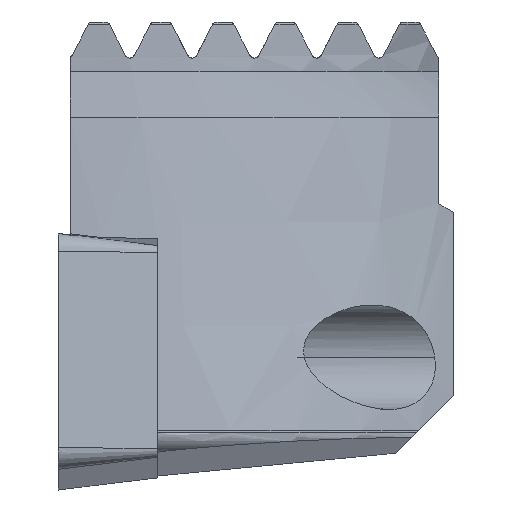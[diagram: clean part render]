
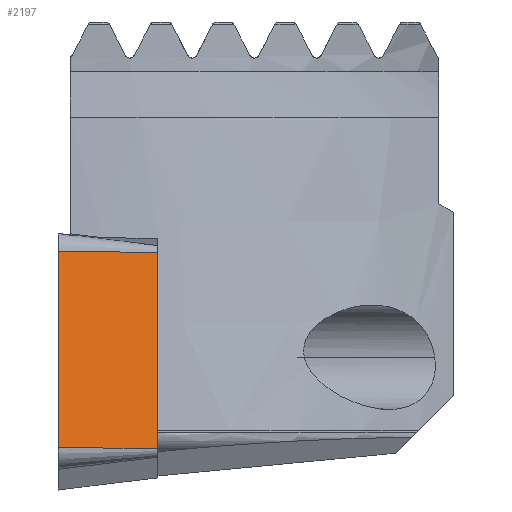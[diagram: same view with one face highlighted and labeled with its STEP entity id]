
A CAD part, left-side view. The second image highlights one B-rep face of the part: STEP entity #2197.
In plain terms, the highlighted planar face has unit normal (-0.987, -0.122, 0.104).
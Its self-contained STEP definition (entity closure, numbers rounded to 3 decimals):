
#1327=EDGE_CURVE('NONE',#2097,#2607,#3793,.T.);
#1561=EDGE_CURVE('NONE',#2451,#2097,#4048,.T.);
#1731=EDGE_CURVE('NONE',#3217,#2607,#4233,.T.);
#1845=EDGE_CURVE('NONE',#3217,#2451,#4359,.T.);
#2097=VERTEX_POINT('NONE',#4638);
#2197=ADVANCED_FACE('NONE',(#4745),#4746,.T.);
#2451=VERTEX_POINT('NONE',#5033);
#2607=VERTEX_POINT('NONE',#5202);
#3217=VERTEX_POINT('NONE',#5861);
#3793=LINE('',#6546,#6547);
#4048=LINE('',#6964,#6965);
#4233=LINE('',#7303,#7304);
#4359=LINE('',#7530,#7531);
#4638=CARTESIAN_POINT('',(0.004,0.,1.712));
#4745=FACE_OUTER_BOUND('',#8238,.T.);
#4746=PLANE('',#8239);
#5033=CARTESIAN_POINT('',(0.489,-3.97,1.661));
#5202=CARTESIAN_POINT('',(0.833,0.,9.594));
#5861=CARTESIAN_POINT('',(1.318,-3.97,9.543));
#6546=CARTESIAN_POINT('',(0.004,0.,1.712));
#6547=VECTOR('',#11321,1000.0);
#6964=CARTESIAN_POINT('',(0.004,0.,1.712));
#6965=VECTOR('',#11578,1000.0);
#7303=CARTESIAN_POINT('',(0.833,0.,9.594));
#7304=VECTOR('',#11746,1000.0);
#7530=CARTESIAN_POINT('',(0.489,-3.97,1.661));
#7531=VECTOR('',#11887,1000.0);
#8238=EDGE_LOOP('',(#12353,#12354,#12355,#12356));
#8239=AXIS2_PLACEMENT_3D('',#12357,#12358,#12359);
#11321=DIRECTION('',(0.105,0.,0.995));
#11578=DIRECTION('',(-0.121,0.993,0.013));
#11746=DIRECTION('',(-0.121,0.993,0.013));
#11887=DIRECTION('',(-0.105,0.,-0.995));
#12353=ORIENTED_EDGE('',*,*,#1845,.F.);
#12354=ORIENTED_EDGE('',*,*,#1731,.T.);
#12355=ORIENTED_EDGE('',*,*,#1327,.F.);
#12356=ORIENTED_EDGE('',*,*,#1561,.F.);
#12357=CARTESIAN_POINT('',(0.004,0.,1.712));
#12358=DIRECTION('',(-0.987,-0.122,0.104));
#12359=DIRECTION('',(-0.121,0.993,0.013));
